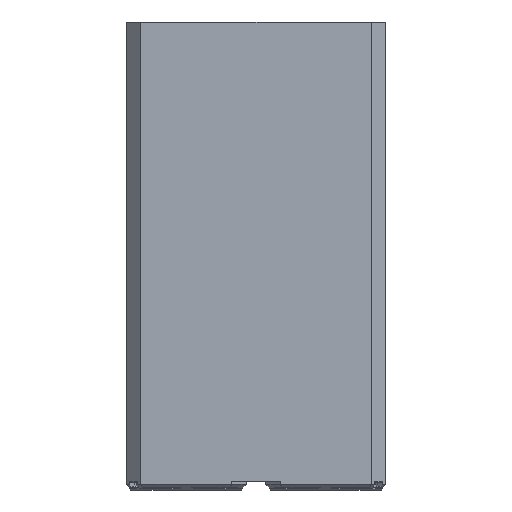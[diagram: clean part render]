
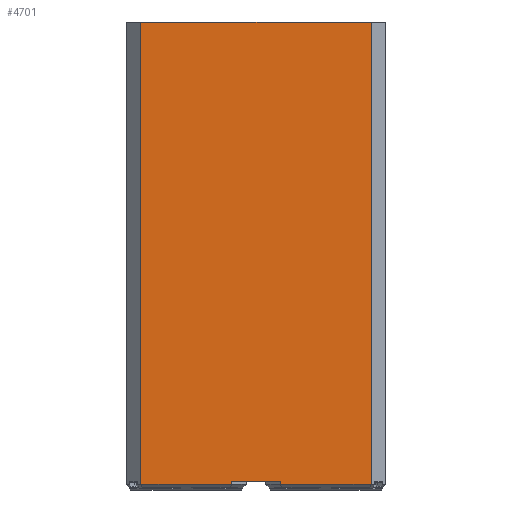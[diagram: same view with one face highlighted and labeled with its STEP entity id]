
A CAD part, front view. The second image highlights one B-rep face of the part: STEP entity #4701.
In plain terms, the highlighted planar face has unit normal (0, -1, 0).
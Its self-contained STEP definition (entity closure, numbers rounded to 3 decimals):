
#251=FACE_OUTER_BOUND('',#507,.T.);
#507=EDGE_LOOP('',(#4109,#4110,#4111,#4112,#4113,#4114,#4115,#4116));
#764=LINE('',#6621,#1420);
#837=LINE('',#6766,#1493);
#1104=LINE('',#7302,#1760);
#1115=LINE('',#7323,#1771);
#1150=LINE('',#7390,#1806);
#1161=LINE('',#7413,#1817);
#1168=LINE('',#7424,#1824);
#1169=LINE('',#7425,#1825);
#1420=VECTOR('',#5377,10.);
#1493=VECTOR('',#5510,10.);
#1760=VECTOR('',#5957,10.);
#1771=VECTOR('',#5978,10.);
#1806=VECTOR('',#6053,10.);
#1817=VECTOR('',#6074,10.);
#1824=VECTOR('',#6087,10.);
#1825=VECTOR('',#6088,10.);
#1983=VERTEX_POINT('',#6574);
#1999=VERTEX_POINT('',#6618);
#2000=VERTEX_POINT('',#6620);
#2042=VERTEX_POINT('',#6765);
#2221=VERTEX_POINT('',#7301);
#2226=VERTEX_POINT('',#7321);
#2238=VERTEX_POINT('',#7388);
#2245=VERTEX_POINT('',#7412);
#2484=EDGE_CURVE('',#2000,#1999,#764,.T.);
#2557=EDGE_CURVE('',#2000,#2042,#837,.T.);
#2824=EDGE_CURVE('',#1983,#2221,#1104,.T.);
#2835=EDGE_CURVE('',#2226,#1999,#1115,.T.);
#2870=EDGE_CURVE('',#2221,#2238,#1150,.T.);
#2881=EDGE_CURVE('',#2245,#2238,#1161,.T.);
#2888=EDGE_CURVE('',#2226,#2245,#1168,.T.);
#2889=EDGE_CURVE('',#2042,#1983,#1169,.T.);
#4109=ORIENTED_EDGE('',*,*,#2484,.T.);
#4110=ORIENTED_EDGE('',*,*,#2835,.F.);
#4111=ORIENTED_EDGE('',*,*,#2888,.T.);
#4112=ORIENTED_EDGE('',*,*,#2881,.T.);
#4113=ORIENTED_EDGE('',*,*,#2870,.F.);
#4114=ORIENTED_EDGE('',*,*,#2824,.F.);
#4115=ORIENTED_EDGE('',*,*,#2889,.F.);
#4116=ORIENTED_EDGE('',*,*,#2557,.F.);
#4448=PLANE('',#4956);
#4701=ADVANCED_FACE('',(#251),#4448,.T.);
#4956=AXIS2_PLACEMENT_3D('',#7423,#6085,#6086);
#5377=DIRECTION('',(0.,0.,-1.));
#5510=DIRECTION('',(1.,0.,0.));
#5957=DIRECTION('',(-1.,0.,0.));
#5978=DIRECTION('',(-1.,0.,0.));
#6053=DIRECTION('',(0.,0.,1.));
#6074=DIRECTION('',(1.,0.,0.));
#6085=DIRECTION('center_axis',(0.,-1.,0.));
#6086=DIRECTION('ref_axis',(1.,0.,0.));
#6087=DIRECTION('',(0.,0.,1.));
#6088=DIRECTION('',(0.,0.,-1.));
#6574=CARTESIAN_POINT('',(66.228,-21.5,2.));
#6618=CARTESIAN_POINT('',(-16.228,-21.5,2.));
#6620=CARTESIAN_POINT('',(-16.228,-21.5,167.6));
#6621=CARTESIAN_POINT('',(-16.228,-21.5,4.2));
#6765=CARTESIAN_POINT('',(66.228,-21.5,167.6));
#6766=CARTESIAN_POINT('',(66.228,-21.5,167.6));
#7301=CARTESIAN_POINT('',(33.772,-21.5,2.));
#7302=CARTESIAN_POINT('',(66.228,-21.5,2.));
#7321=CARTESIAN_POINT('',(16.228,-21.5,2.));
#7323=CARTESIAN_POINT('',(16.228,-21.5,2.));
#7388=CARTESIAN_POINT('',(33.772,-21.5,3.2));
#7390=CARTESIAN_POINT('',(33.772,-21.5,2.));
#7412=CARTESIAN_POINT('',(16.228,-21.5,3.2));
#7413=CARTESIAN_POINT('',(0.,-21.5,3.2));
#7423=CARTESIAN_POINT('Origin',(-16.228,-21.5,4.2));
#7424=CARTESIAN_POINT('',(16.228,-21.5,2.));
#7425=CARTESIAN_POINT('',(66.228,-21.5,4.2));
